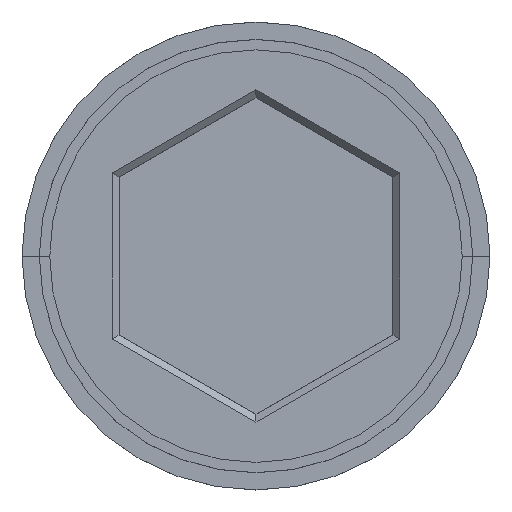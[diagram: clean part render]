
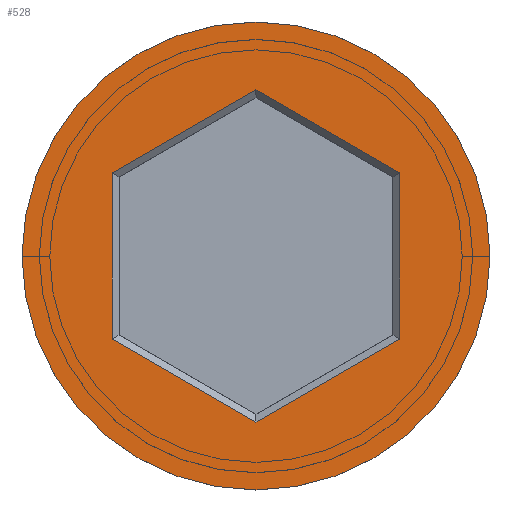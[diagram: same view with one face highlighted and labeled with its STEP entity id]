
A CAD part, top view. The second image highlights one B-rep face of the part: STEP entity #528.
In plain terms, the highlighted planar face has unit normal (0, 0, 1).
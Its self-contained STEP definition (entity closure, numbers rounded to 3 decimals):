
#7 = CARTESIAN_POINT ( 'NONE',  ( -6.75, 0., 0. ) ) ;
#70 = VECTOR ( 'NONE', #614, 1000. ) ;
#83 = CARTESIAN_POINT ( 'NONE',  ( 0., 0., 0. ) ) ;
#104 = CARTESIAN_POINT ( 'NONE',  ( 0.1, -4.734, 0. ) ) ;
#161 = EDGE_CURVE ( 'NONE', #1190, #951, #885, .T. ) ;
#170 = LINE ( 'NONE', #488, #70 ) ;
#174 = LINE ( 'NONE', #388, #893 ) ;
#241 = EDGE_LOOP ( 'NONE', ( #1247, #1295, #582, #958, #696, #533 ) ) ;
#266 = DIRECTION ( 'NONE',  ( 1., 0., 0. ) ) ;
#267 = VECTOR ( 'NONE', #917, 1000. ) ;
#283 = VERTEX_POINT ( 'NONE', #7 ) ;
#327 = EDGE_LOOP ( 'NONE', ( #842, #1177 ) ) ;
#362 = EDGE_CURVE ( 'NONE', #415, #405, #174, .T. ) ;
#388 = CARTESIAN_POINT ( 'NONE',  ( 4.15, -2.281, 0. ) ) ;
#400 = CIRCLE ( 'NONE', #875, 6.75 ) ;
#405 = VERTEX_POINT ( 'NONE', #735 ) ;
#415 = VERTEX_POINT ( 'NONE', #1068 ) ;
#416 = DIRECTION ( 'NONE',  ( 0., -1., 0. ) ) ;
#445 = AXIS2_PLACEMENT_3D ( 'NONE', #83, #535, #989 ) ;
#460 = VERTEX_POINT ( 'NONE', #624 ) ;
#488 = CARTESIAN_POINT ( 'NONE',  ( 4.05, 2.454, 0. ) ) ;
#520 = EDGE_CURVE ( 'NONE', #951, #460, #755, .T. ) ;
#528 = ADVANCED_FACE ( 'NONE', ( #543, #877 ), #1097, .T. ) ;
#533 = ORIENTED_EDGE ( 'NONE', *, *, #1428, .T. ) ;
#535 = DIRECTION ( 'NONE',  ( 0., 0., 1. ) ) ;
#543 = FACE_BOUND ( 'NONE', #241, .T. ) ;
#544 = CARTESIAN_POINT ( 'NONE',  ( -0.1, 4.734, 0. ) ) ;
#582 = ORIENTED_EDGE ( 'NONE', *, *, #1365, .T. ) ;
#614 = DIRECTION ( 'NONE',  ( 0.866, -0.5, 0. ) ) ;
#624 = CARTESIAN_POINT ( 'NONE',  ( -4.15, 2.396, 0. ) ) ;
#695 = VECTOR ( 'NONE', #1018, 1000. ) ;
#696 = ORIENTED_EDGE ( 'NONE', *, *, #362, .T. ) ;
#706 = VERTEX_POINT ( 'NONE', #1057 ) ;
#723 = CARTESIAN_POINT ( 'NONE',  ( 0., 0., 0. ) ) ;
#731 = DIRECTION ( 'NONE',  ( 0., 0., 1. ) ) ;
#735 = CARTESIAN_POINT ( 'NONE',  ( 4.15, -2.396, 0. ) ) ;
#755 = LINE ( 'NONE', #1440, #695 ) ;
#799 = LINE ( 'NONE', #104, #267 ) ;
#842 = ORIENTED_EDGE ( 'NONE', *, *, #1019, .T. ) ;
#875 = AXIS2_PLACEMENT_3D ( 'NONE', #723, #731, #1182 ) ;
#877 = FACE_OUTER_BOUND ( 'NONE', #327, .T. ) ;
#885 = LINE ( 'NONE', #1332, #1105 ) ;
#887 = VECTOR ( 'NONE', #1115, 1000. ) ;
#893 = VECTOR ( 'NONE', #416, 1000. ) ;
#917 = DIRECTION ( 'NONE',  ( -0.866, -0.5, 0. ) ) ;
#919 = EDGE_CURVE ( 'NONE', #1398, #415, #170, .T. ) ;
#926 = CARTESIAN_POINT ( 'NONE',  ( 0., 4.792, 0. ) ) ;
#951 = VERTEX_POINT ( 'NONE', #1187 ) ;
#958 = ORIENTED_EDGE ( 'NONE', *, *, #919, .T. ) ;
#989 = DIRECTION ( 'NONE',  ( 1., 0., 0. ) ) ;
#1018 = DIRECTION ( 'NONE',  ( 0., 1., 0. ) ) ;
#1019 = EDGE_CURVE ( 'NONE', #706, #283, #1046, .T. ) ;
#1040 = EDGE_CURVE ( 'NONE', #283, #706, #400, .T. ) ;
#1046 = CIRCLE ( 'NONE', #1422, 6.75 ) ;
#1052 = CARTESIAN_POINT ( 'NONE',  ( 0., -4.792, 0. ) ) ;
#1057 = CARTESIAN_POINT ( 'NONE',  ( 6.75, 0., 0. ) ) ;
#1068 = CARTESIAN_POINT ( 'NONE',  ( 4.15, 2.396, 0. ) ) ;
#1097 = PLANE ( 'NONE',  #445 ) ;
#1105 = VECTOR ( 'NONE', #1328, 1000. ) ;
#1115 = DIRECTION ( 'NONE',  ( 0.866, 0.5, 0. ) ) ;
#1177 = ORIENTED_EDGE ( 'NONE', *, *, #1040, .T. ) ;
#1182 = DIRECTION ( 'NONE',  ( 1., 0., 0. ) ) ;
#1187 = CARTESIAN_POINT ( 'NONE',  ( -4.15, -2.396, 0. ) ) ;
#1190 = VERTEX_POINT ( 'NONE', #1052 ) ;
#1247 = ORIENTED_EDGE ( 'NONE', *, *, #161, .T. ) ;
#1279 = DIRECTION ( 'NONE',  ( 0., 0., 1. ) ) ;
#1291 = CARTESIAN_POINT ( 'NONE',  ( 0., 0., 0. ) ) ;
#1295 = ORIENTED_EDGE ( 'NONE', *, *, #520, .T. ) ;
#1328 = DIRECTION ( 'NONE',  ( -0.866, 0.5, 0. ) ) ;
#1332 = CARTESIAN_POINT ( 'NONE',  ( -4.05, -2.454, 0. ) ) ;
#1333 = LINE ( 'NONE', #544, #887 ) ;
#1365 = EDGE_CURVE ( 'NONE', #460, #1398, #1333, .T. ) ;
#1398 = VERTEX_POINT ( 'NONE', #926 ) ;
#1422 = AXIS2_PLACEMENT_3D ( 'NONE', #1291, #1279, #266 ) ;
#1428 = EDGE_CURVE ( 'NONE', #405, #1190, #799, .T. ) ;
#1440 = CARTESIAN_POINT ( 'NONE',  ( -4.15, 2.281, 0. ) ) ;
